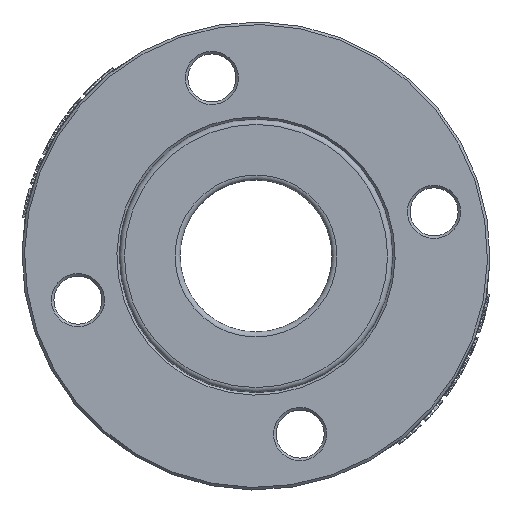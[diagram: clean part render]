
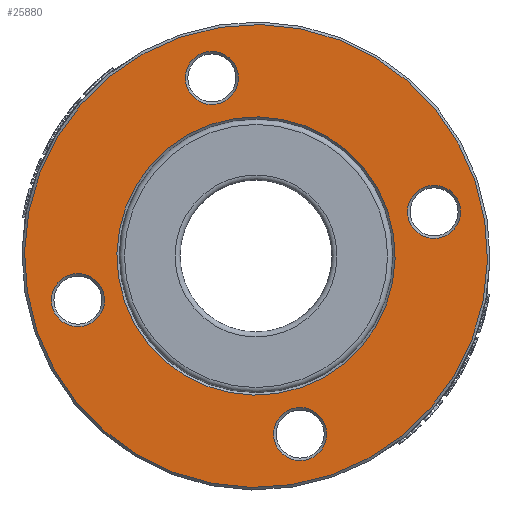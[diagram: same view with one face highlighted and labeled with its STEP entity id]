
A CAD part, left-side view. The second image highlights one B-rep face of the part: STEP entity #25880.
In plain terms, the highlighted planar face has unit normal (-1, 0, 0).
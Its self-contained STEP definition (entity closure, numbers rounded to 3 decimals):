
#2443=PLANE('',#27279);
#6080=FACE_BOUND('',#8621,.T.);
#6081=FACE_BOUND('',#8622,.T.);
#6082=FACE_BOUND('',#8623,.T.);
#6083=FACE_BOUND('',#8624,.T.);
#6084=FACE_BOUND('',#8625,.T.);
#7100=FACE_OUTER_BOUND('',#8620,.T.);
#8620=EDGE_LOOP('',(#20982));
#8621=EDGE_LOOP('',(#20983));
#8622=EDGE_LOOP('',(#20984));
#8623=EDGE_LOOP('',(#20985));
#8624=EDGE_LOOP('',(#20986));
#8625=EDGE_LOOP('',(#20987));
#9645=CIRCLE('',#27278,55.);
#9646=CIRCLE('',#27280,91.5);
#9647=CIRCLE('',#27281,10.5);
#9648=CIRCLE('',#27282,10.5);
#9649=CIRCLE('',#27283,10.5);
#9650=CIRCLE('',#27284,10.5);
#11537=VERTEX_POINT('',#52171);
#11538=VERTEX_POINT('',#52174);
#11539=VERTEX_POINT('',#52176);
#11540=VERTEX_POINT('',#52178);
#11541=VERTEX_POINT('',#52180);
#11542=VERTEX_POINT('',#52182);
#14835=EDGE_CURVE('',#11537,#11537,#9645,.T.);
#14836=EDGE_CURVE('',#11538,#11538,#9646,.T.);
#14837=EDGE_CURVE('',#11539,#11539,#9647,.T.);
#14838=EDGE_CURVE('',#11540,#11540,#9648,.T.);
#14839=EDGE_CURVE('',#11541,#11541,#9649,.T.);
#14840=EDGE_CURVE('',#11542,#11542,#9650,.T.);
#20982=ORIENTED_EDGE('',*,*,#14836,.F.);
#20983=ORIENTED_EDGE('',*,*,#14837,.F.);
#20984=ORIENTED_EDGE('',*,*,#14838,.F.);
#20985=ORIENTED_EDGE('',*,*,#14839,.F.);
#20986=ORIENTED_EDGE('',*,*,#14840,.F.);
#20987=ORIENTED_EDGE('',*,*,#14835,.F.);
#25880=ADVANCED_FACE('',(#7100,#6080,#6081,#6082,#6083,#6084),#2443,.T.);
#27278=AXIS2_PLACEMENT_3D('',#52172,#30709,#30710);
#27279=AXIS2_PLACEMENT_3D('',#52173,#30711,#30712);
#27280=AXIS2_PLACEMENT_3D('',#52175,#30713,#30714);
#27281=AXIS2_PLACEMENT_3D('',#52177,#30715,#30716);
#27282=AXIS2_PLACEMENT_3D('',#52179,#30717,#30718);
#27283=AXIS2_PLACEMENT_3D('',#52181,#30719,#30720);
#27284=AXIS2_PLACEMENT_3D('',#52183,#30721,#30722);
#30709=DIRECTION('center_axis',(-1.,0.,0.));
#30710=DIRECTION('ref_axis',(0.,-0.857,-0.516));
#30711=DIRECTION('center_axis',(-1.,0.,0.));
#30712=DIRECTION('ref_axis',(0.,0.857,0.516));
#30713=DIRECTION('center_axis',(1.,0.,0.));
#30714=DIRECTION('ref_axis',(0.,-0.857,-0.516));
#30715=DIRECTION('center_axis',(-1.,0.,0.));
#30716=DIRECTION('ref_axis',(0.,0.516,-0.857));
#30717=DIRECTION('center_axis',(-1.,0.,0.));
#30718=DIRECTION('ref_axis',(0.,-0.516,0.857));
#30719=DIRECTION('center_axis',(-1.,0.,0.));
#30720=DIRECTION('ref_axis',(0.,-0.857,-0.516));
#30721=DIRECTION('center_axis',(-1.,0.,0.));
#30722=DIRECTION('ref_axis',(0.,0.857,0.516));
#52171=CARTESIAN_POINT('',(13.467,247.081,115.885));
#52172=CARTESIAN_POINT('Origin',(13.467,199.972,87.5));
#52173=CARTESIAN_POINT('Origin',(13.467,199.972,87.5));
#52174=CARTESIAN_POINT('',(13.467,278.345,134.722));
#52175=CARTESIAN_POINT('Origin',(13.467,199.972,87.5));
#52176=CARTESIAN_POINT('',(13.467,264.921,79.04));
#52177=CARTESIAN_POINT('Origin',(13.467,270.34,70.047));
#52178=CARTESIAN_POINT('',(13.467,135.023,95.959));
#52179=CARTESIAN_POINT('Origin',(13.467,129.604,104.953));
#52180=CARTESIAN_POINT('',(13.467,191.512,22.551));
#52181=CARTESIAN_POINT('Origin',(13.467,182.518,17.132));
#52182=CARTESIAN_POINT('',(13.467,208.431,152.449));
#52183=CARTESIAN_POINT('Origin',(13.467,217.425,157.868));
